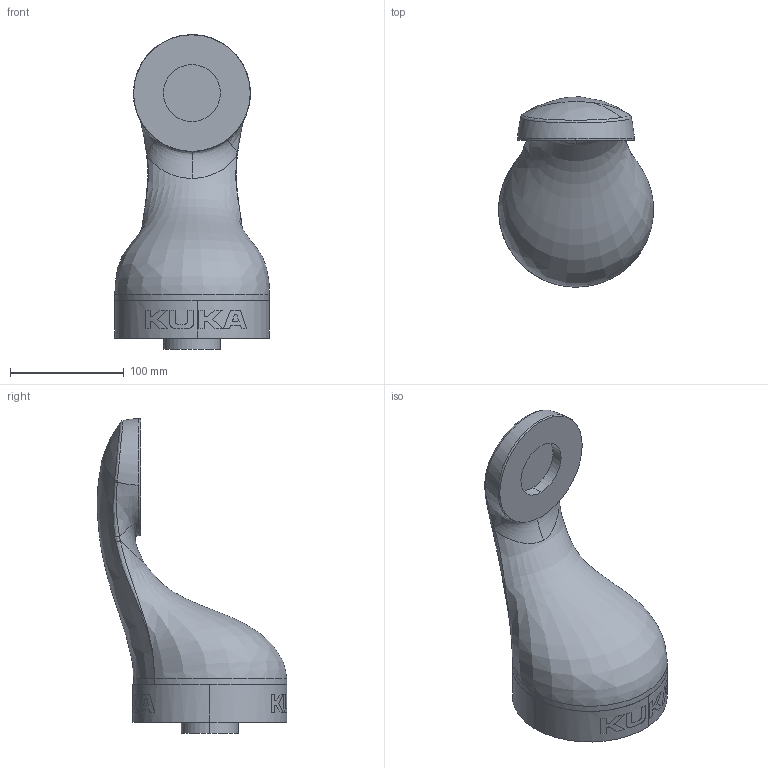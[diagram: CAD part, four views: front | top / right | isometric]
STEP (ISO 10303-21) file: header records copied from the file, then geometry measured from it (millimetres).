
FILE_DESCRIPTION (( 'STEP AP203' ), '1' );
FILE_NAME ('6_Default_sldprt.STEP', '2020-01-09T23:20:59', ( '' ), ( '' ), 'SwSTEP 2.0', 'SolidWorks 2019', '' );
FILE_SCHEMA (( 'CONFIG_CONTROL_DESIGN' ));
Length unit declared in the file: millimetre
Products named in the file (1): 6_Default_sldprt
Bounding box: 136.14 x 166.98 x 277 mm (x, y, z)
Volume: 1693235.5 mm3; surface area: 112800.1 mm2
Topology: 1 solids, 1 shells, 152 faces, 399 edges, 261 vertices
Faces by surface type: plane 71, bspline 52, cylinder 25, sphere 2, torus 2
Entity records: 17047 total; most frequent: CARTESIAN_POINT 13571, ORIENTED_EDGE 798, DIRECTION 572, EDGE_CURVE 399, VERTEX_POINT 261, AXIS2_PLACEMENT_3D 218, EDGE_LOOP 164, ADVANCED_FACE 152
